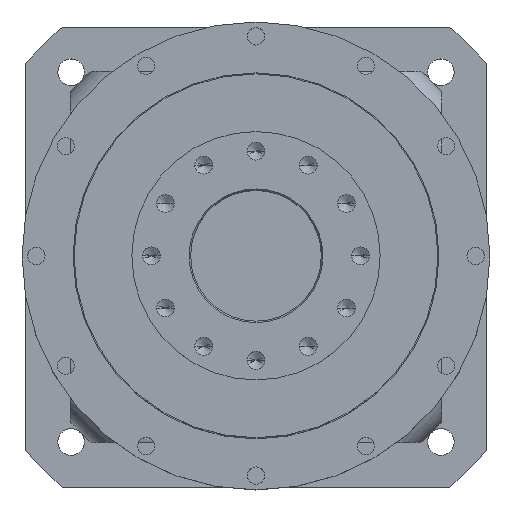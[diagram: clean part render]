
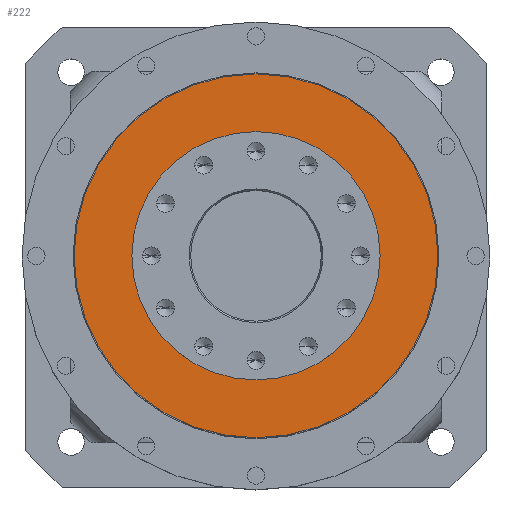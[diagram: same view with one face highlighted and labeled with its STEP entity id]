
A CAD part, top view. The second image highlights one B-rep face of the part: STEP entity #222.
In plain terms, the highlighted planar face has unit normal (0, 0, 1).
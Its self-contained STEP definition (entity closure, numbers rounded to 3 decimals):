
#1 = CARTESIAN_POINT ( 'NONE',  ( -69.6, 0., -4. ) ) ;
#21 = CARTESIAN_POINT ( 'NONE',  ( 0., 0., -4. ) ) ;
#222 = ADVANCED_FACE ( 'NONE', ( #1825, #1999 ), #6143, .F. ) ;
#269 = CARTESIAN_POINT ( 'NONE',  ( -47.5, 0., -4. ) ) ;
#469 = AXIS2_PLACEMENT_3D ( 'NONE', #4194, #12288, #5359 ) ;
#655 = VERTEX_POINT ( 'NONE', #269 ) ;
#904 = EDGE_CURVE ( 'NONE', #11965, #8646, #4835, .T. ) ;
#959 = CARTESIAN_POINT ( 'NONE',  ( 0., 0., -4. ) ) ;
#1825 = FACE_BOUND ( 'NONE', #14511, .T. ) ;
#1999 = FACE_OUTER_BOUND ( 'NONE', #8461, .T. ) ;
#2100 = DIRECTION ( 'NONE',  ( 1., 0., 0. ) ) ;
#2443 = DIRECTION ( 'NONE',  ( 0., 0., 1. ) ) ;
#2496 = DIRECTION ( 'NONE',  ( 0., 0., -1. ) ) ;
#2796 = DIRECTION ( 'NONE',  ( 0., 0., 1. ) ) ;
#3423 = CIRCLE ( 'NONE', #469, 69.6 ) ;
#3836 = CARTESIAN_POINT ( 'NONE',  ( 0., 69.6, -4. ) ) ;
#4194 = CARTESIAN_POINT ( 'NONE',  ( 0., 0., -4. ) ) ;
#4634 = CIRCLE ( 'NONE', #10088, 47.5 ) ;
#4835 = CIRCLE ( 'NONE', #5156, 69.6 ) ;
#4843 = EDGE_CURVE ( 'NONE', #8646, #11965, #3423, .T. ) ;
#5099 = CARTESIAN_POINT ( 'NONE',  ( 69.6, 0., -4. ) ) ;
#5156 = AXIS2_PLACEMENT_3D ( 'NONE', #21, #2796, #6804 ) ;
#5359 = DIRECTION ( 'NONE',  ( 1., 0., 0. ) ) ;
#5702 = ORIENTED_EDGE ( 'NONE', *, *, #6045, .F. ) ;
#5880 = EDGE_CURVE ( 'NONE', #655, #10041, #8631, .T. ) ;
#6045 = EDGE_CURVE ( 'NONE', #10041, #655, #4634, .T. ) ;
#6143 = PLANE ( 'NONE',  #7104 ) ;
#6628 = ORIENTED_EDGE ( 'NONE', *, *, #904, .T. ) ;
#6804 = DIRECTION ( 'NONE',  ( 1., 0., 0. ) ) ;
#7104 = AXIS2_PLACEMENT_3D ( 'NONE', #3836, #2496, #8163 ) ;
#8163 = DIRECTION ( 'NONE',  ( -1., 0., 0. ) ) ;
#8234 = ORIENTED_EDGE ( 'NONE', *, *, #5880, .F. ) ;
#8461 = EDGE_LOOP ( 'NONE', ( #6628, #14739 ) ) ;
#8631 = CIRCLE ( 'NONE', #12715, 47.5 ) ;
#8646 = VERTEX_POINT ( 'NONE', #1 ) ;
#9064 = DIRECTION ( 'NONE',  ( 0., 0., 1. ) ) ;
#9411 = CARTESIAN_POINT ( 'NONE',  ( 0., 0., -4. ) ) ;
#10041 = VERTEX_POINT ( 'NONE', #12205 ) ;
#10088 = AXIS2_PLACEMENT_3D ( 'NONE', #9411, #2443, #10579 ) ;
#10579 = DIRECTION ( 'NONE',  ( 1., 0., 0. ) ) ;
#11965 = VERTEX_POINT ( 'NONE', #5099 ) ;
#12205 = CARTESIAN_POINT ( 'NONE',  ( 47.5, 0., -4. ) ) ;
#12288 = DIRECTION ( 'NONE',  ( 0., 0., 1. ) ) ;
#12715 = AXIS2_PLACEMENT_3D ( 'NONE', #959, #9064, #2100 ) ;
#14511 = EDGE_LOOP ( 'NONE', ( #5702, #8234 ) ) ;
#14739 = ORIENTED_EDGE ( 'NONE', *, *, #4843, .T. ) ;
